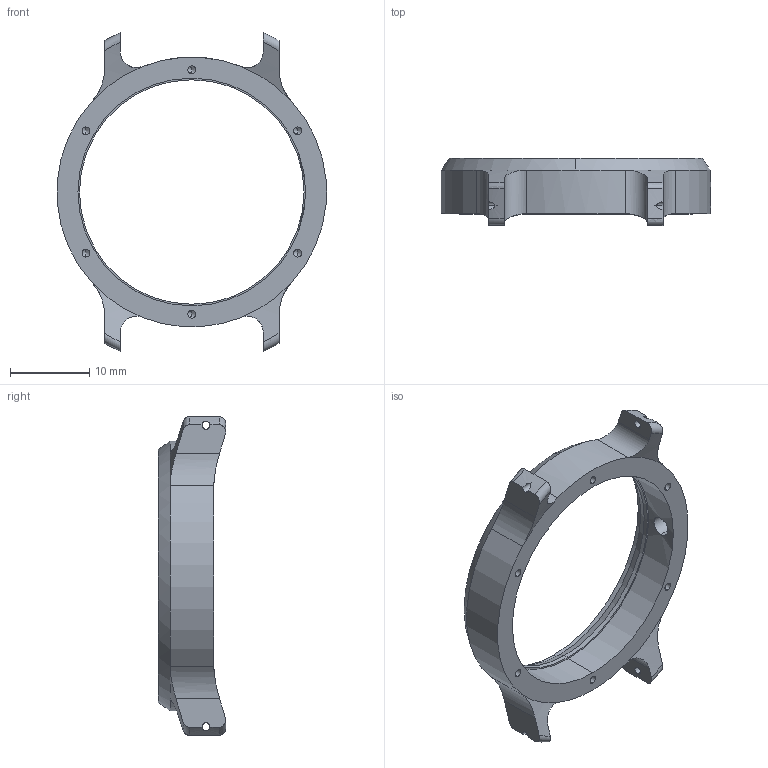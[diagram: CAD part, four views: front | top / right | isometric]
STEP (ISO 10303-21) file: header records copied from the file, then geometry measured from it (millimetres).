
FILE_DESCRIPTION (( 'STEP AP214' ), '1' );
FILE_NAME ('Boitier CLH-11.STEP', '2025-01-19T13:44:43', ( '' ), ( '' ), 'SwSTEP 2.0', 'SolidWorks 2024', '' );
FILE_SCHEMA (( 'AUTOMOTIVE_DESIGN' ));
Length unit declared in the file: millimetre
Products named in the file (1): Boitier CLH-11
Bounding box: 33.94 x 8.48 x 40.15 mm (x, y, z)
Volume: 1969.8 mm3; surface area: 2236.2 mm2
Topology: 1 solids, 1 shells, 91 faces, 242 edges, 145 vertices
Faces by surface type: cylinder 47, cone 24, plane 12, torus 8
Entity records: 3206 total; most frequent: CARTESIAN_POINT 1019, ORIENTED_EDGE 460, DIRECTION 441, EDGE_CURVE 230, AXIS2_PLACEMENT_3D 183, VERTEX_POINT 145, EDGE_LOOP 107, FACE_OUTER_BOUND 91
